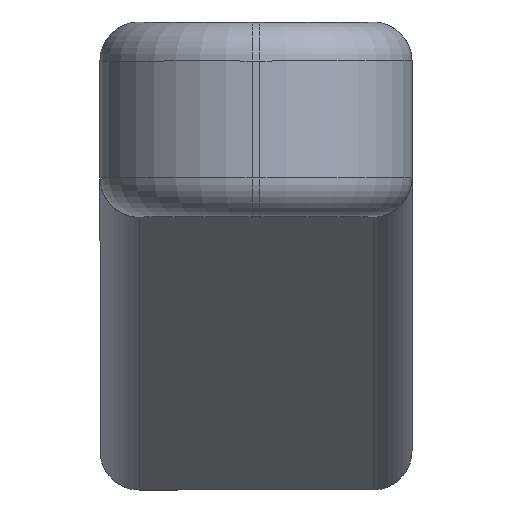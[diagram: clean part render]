
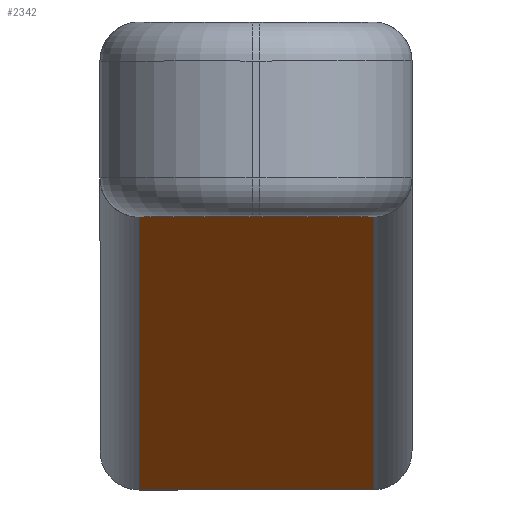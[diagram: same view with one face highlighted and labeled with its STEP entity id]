
A CAD part, front view. The second image highlights one B-rep face of the part: STEP entity #2342.
In plain terms, the highlighted planar face has unit normal (0, -0.5, -0.866).
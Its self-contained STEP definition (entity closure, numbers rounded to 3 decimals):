
#352 = PLANE('',#353);
#353 = AXIS2_PLACEMENT_3D('',#354,#355,#356);
#354 = CARTESIAN_POINT('',(0.,-51.5,7.));
#355 = DIRECTION('',(0.,0.,1.));
#356 = DIRECTION('',(0.,1.,0.));
#629 = CYLINDRICAL_SURFACE('',#630,1.);
#630 = AXIS2_PLACEMENT_3D('',#631,#632,#633);
#631 = CARTESIAN_POINT('',(1.,-36.624,7.866));
#632 = DIRECTION('',(0.,0.866,-0.5));
#633 = DIRECTION('',(-1.,0.,0.));
#1058 = EDGE_CURVE('',#1059,#1061,#1063,.T.);
#1059 = VERTEX_POINT('',#1060);
#1060 = CARTESIAN_POINT('',(1.,-37.124,7.));
#1061 = VERTEX_POINT('',#1062);
#1062 = CARTESIAN_POINT('',(7.,-37.124,7.));
#1063 = SURFACE_CURVE('',#1064,(#1068,#1075),.PCURVE_S1.);
#1064 = LINE('',#1065,#1066);
#1065 = CARTESIAN_POINT('',(0.,-37.124,7.));
#1066 = VECTOR('',#1067,1.);
#1067 = DIRECTION('',(1.,0.,0.));
#1068 = PCURVE('',#352,#1069);
#1069 = DEFINITIONAL_REPRESENTATION('',(#1070),#1074);
#1070 = LINE('',#1071,#1072);
#1071 = CARTESIAN_POINT('',(14.376,0.));
#1072 = VECTOR('',#1073,1.);
#1073 = DIRECTION('',(0.,-1.));
#1074 = ( GEOMETRIC_REPRESENTATION_CONTEXT(2) 
PARAMETRIC_REPRESENTATION_CONTEXT() REPRESENTATION_CONTEXT('2D SPACE',''
  ) );
#1075 = PCURVE('',#1076,#1081);
#1076 = PLANE('',#1077);
#1077 = AXIS2_PLACEMENT_3D('',#1078,#1079,#1080);
#1078 = CARTESIAN_POINT('',(0.,-37.124,7.));
#1079 = DIRECTION('',(0.,0.5,0.866));
#1080 = DIRECTION('',(0.,0.866,-0.5));
#1081 = DEFINITIONAL_REPRESENTATION('',(#1082),#1086);
#1082 = LINE('',#1083,#1084);
#1083 = CARTESIAN_POINT('',(0.,0.));
#1084 = VECTOR('',#1085,1.);
#1085 = DIRECTION('',(0.,-1.));
#1086 = ( GEOMETRIC_REPRESENTATION_CONTEXT(2) 
PARAMETRIC_REPRESENTATION_CONTEXT() REPRESENTATION_CONTEXT('2D SPACE',''
  ) );
#1262 = CYLINDRICAL_SURFACE('',#1263,1.);
#1263 = AXIS2_PLACEMENT_3D('',#1264,#1265,#1266);
#1264 = CARTESIAN_POINT('',(7.,-36.624,7.866));
#1265 = DIRECTION('',(0.,0.866,-0.5));
#1266 = DIRECTION('',(1.,0.,0.));
#1659 = EDGE_CURVE('',#1059,#1660,#1662,.T.);
#1660 = VERTEX_POINT('',#1661);
#1661 = CARTESIAN_POINT('',(1.,-25.,0.));
#1662 = SURFACE_CURVE('',#1663,(#1667,#1674),.PCURVE_S1.);
#1663 = LINE('',#1664,#1665);
#1664 = CARTESIAN_POINT('',(1.,-37.124,7.));
#1665 = VECTOR('',#1666,1.);
#1666 = DIRECTION('',(0.,0.866,-0.5));
#1667 = PCURVE('',#629,#1668);
#1668 = DEFINITIONAL_REPRESENTATION('',(#1669),#1673);
#1669 = LINE('',#1670,#1671);
#1670 = CARTESIAN_POINT('',(-1.571,0.));
#1671 = VECTOR('',#1672,1.);
#1672 = DIRECTION('',(-0.,1.));
#1673 = ( GEOMETRIC_REPRESENTATION_CONTEXT(2) 
PARAMETRIC_REPRESENTATION_CONTEXT() REPRESENTATION_CONTEXT('2D SPACE',''
  ) );
#1674 = PCURVE('',#1076,#1675);
#1675 = DEFINITIONAL_REPRESENTATION('',(#1676),#1680);
#1676 = LINE('',#1677,#1678);
#1677 = CARTESIAN_POINT('',(0.,-1.));
#1678 = VECTOR('',#1679,1.);
#1679 = DIRECTION('',(1.,0.));
#1680 = ( GEOMETRIC_REPRESENTATION_CONTEXT(2) 
PARAMETRIC_REPRESENTATION_CONTEXT() REPRESENTATION_CONTEXT('2D SPACE',''
  ) );
#1800 = PLANE('',#1801);
#1801 = AXIS2_PLACEMENT_3D('',#1802,#1803,#1804);
#1802 = CARTESIAN_POINT('',(0.,-25.,0.));
#1803 = DIRECTION('',(0.,0.,1.));
#1804 = DIRECTION('',(0.,1.,0.));
#2342 = ADVANCED_FACE('',(#2343),#1076,.F.);
#2343 = FACE_BOUND('',#2344,.F.);
#2344 = EDGE_LOOP('',(#2345,#2346,#2369,#2390));
#2345 = ORIENTED_EDGE('',*,*,#1058,.T.);
#2346 = ORIENTED_EDGE('',*,*,#2347,.T.);
#2347 = EDGE_CURVE('',#1061,#2348,#2350,.T.);
#2348 = VERTEX_POINT('',#2349);
#2349 = CARTESIAN_POINT('',(7.,-25.,0.));
#2350 = SURFACE_CURVE('',#2351,(#2355,#2362),.PCURVE_S1.);
#2351 = LINE('',#2352,#2353);
#2352 = CARTESIAN_POINT('',(7.,-37.124,7.));
#2353 = VECTOR('',#2354,1.);
#2354 = DIRECTION('',(0.,0.866,-0.5));
#2355 = PCURVE('',#1076,#2356);
#2356 = DEFINITIONAL_REPRESENTATION('',(#2357),#2361);
#2357 = LINE('',#2358,#2359);
#2358 = CARTESIAN_POINT('',(0.,-7.));
#2359 = VECTOR('',#2360,1.);
#2360 = DIRECTION('',(1.,0.));
#2361 = ( GEOMETRIC_REPRESENTATION_CONTEXT(2) 
PARAMETRIC_REPRESENTATION_CONTEXT() REPRESENTATION_CONTEXT('2D SPACE',''
  ) );
#2362 = PCURVE('',#1262,#2363);
#2363 = DEFINITIONAL_REPRESENTATION('',(#2364),#2368);
#2364 = LINE('',#2365,#2366);
#2365 = CARTESIAN_POINT('',(1.571,0.));
#2366 = VECTOR('',#2367,1.);
#2367 = DIRECTION('',(0.,1.));
#2368 = ( GEOMETRIC_REPRESENTATION_CONTEXT(2) 
PARAMETRIC_REPRESENTATION_CONTEXT() REPRESENTATION_CONTEXT('2D SPACE',''
  ) );
#2369 = ORIENTED_EDGE('',*,*,#2370,.F.);
#2370 = EDGE_CURVE('',#1660,#2348,#2371,.T.);
#2371 = SURFACE_CURVE('',#2372,(#2376,#2383),.PCURVE_S1.);
#2372 = LINE('',#2373,#2374);
#2373 = CARTESIAN_POINT('',(0.,-25.,0.));
#2374 = VECTOR('',#2375,1.);
#2375 = DIRECTION('',(1.,0.,0.));
#2376 = PCURVE('',#1076,#2377);
#2377 = DEFINITIONAL_REPRESENTATION('',(#2378),#2382);
#2378 = LINE('',#2379,#2380);
#2379 = CARTESIAN_POINT('',(14.,0.));
#2380 = VECTOR('',#2381,1.);
#2381 = DIRECTION('',(0.,-1.));
#2382 = ( GEOMETRIC_REPRESENTATION_CONTEXT(2) 
PARAMETRIC_REPRESENTATION_CONTEXT() REPRESENTATION_CONTEXT('2D SPACE',''
  ) );
#2383 = PCURVE('',#1800,#2384);
#2384 = DEFINITIONAL_REPRESENTATION('',(#2385),#2389);
#2385 = LINE('',#2386,#2387);
#2386 = CARTESIAN_POINT('',(0.,0.));
#2387 = VECTOR('',#2388,1.);
#2388 = DIRECTION('',(0.,-1.));
#2389 = ( GEOMETRIC_REPRESENTATION_CONTEXT(2) 
PARAMETRIC_REPRESENTATION_CONTEXT() REPRESENTATION_CONTEXT('2D SPACE',''
  ) );
#2390 = ORIENTED_EDGE('',*,*,#1659,.F.);
